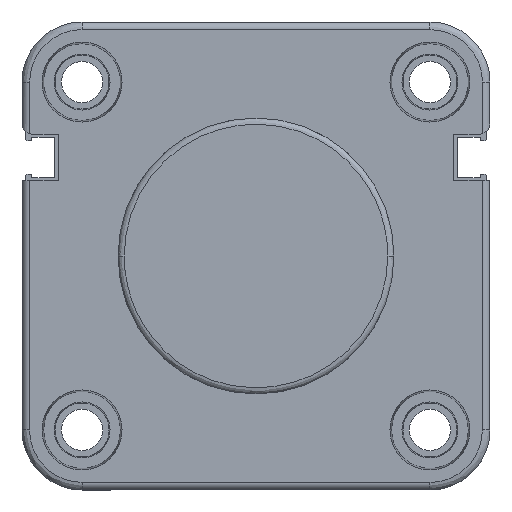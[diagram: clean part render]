
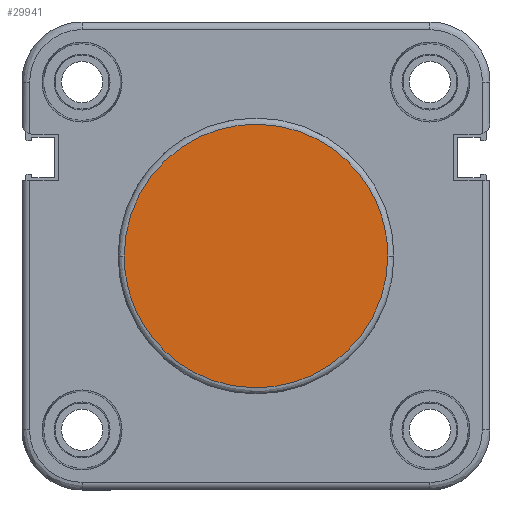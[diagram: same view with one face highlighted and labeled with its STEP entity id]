
A CAD part, left-side view. The second image highlights one B-rep face of the part: STEP entity #29941.
In plain terms, the highlighted planar face has unit normal (-1, 0, 0).
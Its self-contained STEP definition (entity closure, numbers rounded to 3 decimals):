
#1521 = AXIS2_PLACEMENT_3D ( 'NONE', #31464, #29060, #6132 ) ;
#3175 = CARTESIAN_POINT ( 'NONE',  ( -37.136, 43.263, 109.292 ) ) ;
#5213 = EDGE_CURVE ( 'NONE', #16069, #23086, #28005, .T. ) ;
#5329 = CARTESIAN_POINT ( 'NONE',  ( -37.136, 0.463, 66.492 ) ) ;
#5645 = CARTESIAN_POINT ( 'NONE',  ( -37.136, 43.263, 23.692 ) ) ;
#6132 = DIRECTION ( 'NONE',  ( 0., 1., 0. ) ) ;
#6854 = EDGE_CURVE ( 'NONE', #23086, #16069, #8053, .T. ) ;
#8053 =( BOUNDED_CURVE ( )  B_SPLINE_CURVE ( 3, ( #18481, #3175, #16043, #13567 ),
 .UNSPECIFIED., .F., .T. ) 
 B_SPLINE_CURVE_WITH_KNOTS ( ( 4, 4 ),
 ( 0., 1. ),
 .UNSPECIFIED. ) 
 CURVE ( )  GEOMETRIC_REPRESENTATION_ITEM ( )  RATIONAL_B_SPLINE_CURVE ( ( 1., 0.333, 0.333, 1. ) ) 
 REPRESENTATION_ITEM ( '' )  );
#8714 = PLANE ( 'NONE',  #1521 ) ;
#10006 = CARTESIAN_POINT ( 'NONE',  ( -37.136, 0.463, 23.692 ) ) ;
#12456 = CARTESIAN_POINT ( 'NONE',  ( -37.136, 43.263, 66.492 ) ) ;
#13240 = CARTESIAN_POINT ( 'NONE',  ( -37.136, 43.263, 66.492 ) ) ;
#13567 = CARTESIAN_POINT ( 'NONE',  ( -37.136, 0.463, 66.492 ) ) ;
#16043 = CARTESIAN_POINT ( 'NONE',  ( -37.136, 0.463, 109.292 ) ) ;
#16069 = VERTEX_POINT ( 'NONE', #25261 ) ;
#18481 = CARTESIAN_POINT ( 'NONE',  ( -37.136, 43.263, 66.492 ) ) ;
#19058 = EDGE_LOOP ( 'NONE', ( #27057, #23351 ) ) ;
#23086 = VERTEX_POINT ( 'NONE', #13240 ) ;
#23351 = ORIENTED_EDGE ( 'NONE', *, *, #6854, .F. ) ;
#23687 = FACE_OUTER_BOUND ( 'NONE', #19058, .T. ) ;
#25261 = CARTESIAN_POINT ( 'NONE',  ( -37.136, 0.463, 66.492 ) ) ;
#27057 = ORIENTED_EDGE ( 'NONE', *, *, #5213, .F. ) ;
#28005 =( BOUNDED_CURVE ( )  B_SPLINE_CURVE ( 3, ( #5329, #10006, #5645, #12456 ),
 .UNSPECIFIED., .F., .F. ) 
 B_SPLINE_CURVE_WITH_KNOTS ( ( 4, 4 ),
 ( 0., 1. ),
 .UNSPECIFIED. ) 
 CURVE ( )  GEOMETRIC_REPRESENTATION_ITEM ( )  RATIONAL_B_SPLINE_CURVE ( ( 1., 0.333, 0.333, 1. ) ) 
 REPRESENTATION_ITEM ( '' )  );
#29060 = DIRECTION ( 'NONE',  ( -1., 0., 0. ) ) ;
#29941 = ADVANCED_FACE ( 'NONE', ( #23687 ), #8714, .T. ) ;
#31464 = CARTESIAN_POINT ( 'NONE',  ( -37.136, 21.863, 66.492 ) ) ;
